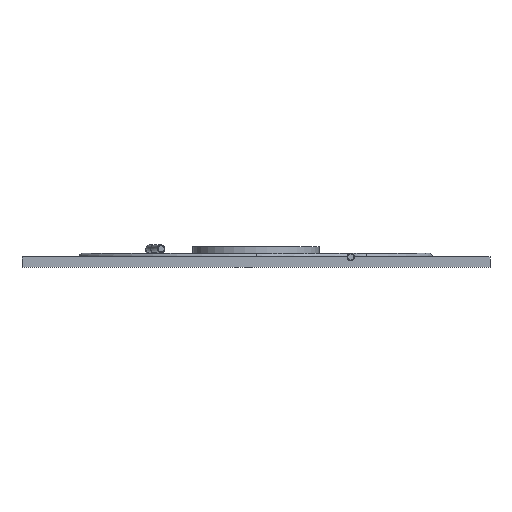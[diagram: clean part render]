
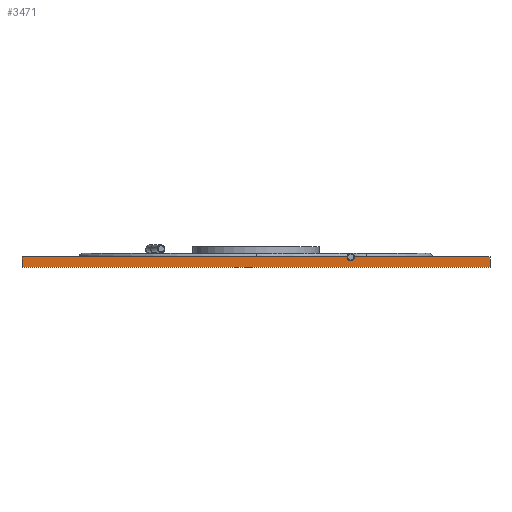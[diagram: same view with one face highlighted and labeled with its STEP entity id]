
A CAD part, front view. The second image highlights one B-rep face of the part: STEP entity #3471.
In plain terms, the highlighted planar face has unit normal (0, -1, 0).
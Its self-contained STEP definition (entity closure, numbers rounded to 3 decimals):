
#68=CIRCLE('',#3623,0.3);
#834=ORIENTED_EDGE('',*,*,#1256,.F.);
#835=ORIENTED_EDGE('',*,*,#1214,.F.);
#836=ORIENTED_EDGE('',*,*,#1257,.F.);
#837=ORIENTED_EDGE('',*,*,#1208,.T.);
#838=ORIENTED_EDGE('',*,*,#1255,.T.);
#839=ORIENTED_EDGE('',*,*,#1210,.F.);
#1208=EDGE_CURVE('',#1469,#1471,#1661,.T.);
#1210=EDGE_CURVE('',#1472,#1474,#1663,.T.);
#1214=EDGE_CURVE('',#1477,#1478,#1667,.T.);
#1255=EDGE_CURVE('',#1471,#1474,#1671,.T.);
#1256=EDGE_CURVE('',#1478,#1472,#68,.T.);
#1257=EDGE_CURVE('',#1469,#1477,#1672,.T.);
#1469=VERTEX_POINT('',#6573);
#1471=VERTEX_POINT('',#6577);
#1472=VERTEX_POINT('',#6581);
#1474=VERTEX_POINT('',#6584);
#1477=VERTEX_POINT('',#6590);
#1478=VERTEX_POINT('',#6592);
#1661=LINE('',#6578,#1801);
#1663=LINE('',#6583,#1803);
#1667=LINE('',#6591,#1807);
#1671=LINE('',#7116,#1811);
#1672=LINE('',#7119,#1812);
#1801=VECTOR('',#3969,1000.);
#1803=VECTOR('',#3973,1000.);
#1807=VECTOR('',#3977,1000.);
#1811=VECTOR('',#4025,1000.);
#1812=VECTOR('',#4030,1000.);
#1960=EDGE_LOOP('',(#834,#835,#836,#837,#838,#839));
#2159=FACE_BOUND('',#1960,.T.);
#2295=PLANE('',#3622);
#3471=ADVANCED_FACE('',(#2159),#2295,.T.);
#3622=AXIS2_PLACEMENT_3D('',#7117,#4026,#4027);
#3623=AXIS2_PLACEMENT_3D('',#7118,#4028,#4029);
#3969=DIRECTION('',(1.,0.,0.));
#3973=DIRECTION('',(1.,0.,0.));
#3977=DIRECTION('',(1.,0.,0.));
#4025=DIRECTION('',(0.,0.,1.));
#4026=DIRECTION('',(0.,-1.,0.));
#4027=DIRECTION('',(1.,0.,0.));
#4028=DIRECTION('',(0.,-1.,0.));
#4029=DIRECTION('',(1.,0.,0.));
#4030=DIRECTION('',(0.,0.,1.));
#6573=CARTESIAN_POINT('',(-18.5,-18.5,-0.8));
#6577=CARTESIAN_POINT('',(18.5,-18.5,-0.8));
#6578=CARTESIAN_POINT('',(-18.5,-18.5,-0.8));
#6581=CARTESIAN_POINT('',(7.8,-18.5,0.));
#6583=CARTESIAN_POINT('',(-18.5,-18.5,0.));
#6584=CARTESIAN_POINT('',(18.5,-18.5,0.));
#6590=CARTESIAN_POINT('',(-18.5,-18.5,0.));
#6591=CARTESIAN_POINT('',(-18.5,-18.5,0.));
#6592=CARTESIAN_POINT('',(7.2,-18.5,0.));
#7116=CARTESIAN_POINT('',(18.5,-18.5,-0.8));
#7117=CARTESIAN_POINT('',(-18.5,-18.5,-0.8));
#7118=CARTESIAN_POINT('',(7.5,-18.5,0.));
#7119=CARTESIAN_POINT('',(-18.5,-18.5,-0.8));
